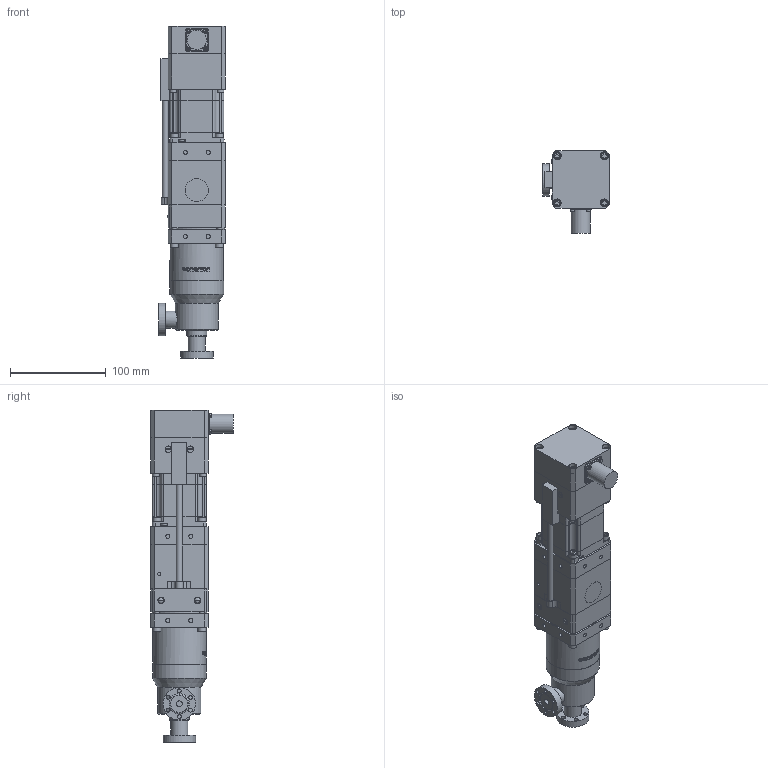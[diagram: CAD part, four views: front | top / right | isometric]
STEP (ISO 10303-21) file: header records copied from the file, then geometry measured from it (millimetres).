
FILE_DESCRIPTION(('F3-CF1616-45'),'1');
FILE_NAME('F3-CF1616-45-out.stp', '2019-11-17T05:55:58',('Stefan Bösch'), ('nenion leakvalves'), 'KCM Version 1.1.2016.0', 'Kubotek KeyCreator', '');
FILE_SCHEMA(('AUTOMOTIVE_DESIGN'));
Length unit declared in the file: millimetre
Bounding box: 70 x 86.5 x 347 mm (x, y, z)
Volume: 792867.7 mm3; surface area: 213443.6 mm2
Topology: 57 solids, 57 shells, 2466 faces, 6726 edges, 4550 vertices
Faces by surface type: plane 2003, cylinder 308, cone 143, sphere 8, torus 4
Full cylindrical faces by diameter (mm): 1 x2, 1.6 x2, 2 x6, 2.013 x2, 2.5 x10, 2.7 x4, 2.75 x4, 2.9 x2, 3 x8, 3.2 x6, 3.3 x11, 3.4 x4, 3.5 x2, 4 x22, 4.2 x26, 4.4 x4, 4.5 x4, 5 x12, 5.5 x18, 6 x3, 6.35 x2, 7 x8, 7.5 x1, 8.25 x4, 8.5 x8, 10 x6, 15.2 x1, 17 x1, 18 x4, 18.7 x1
Entity records: 79659 total; most frequent: CARTESIAN_POINT 14623, DIRECTION 13689, ORIENTED_EDGE 13282, EDGE_CURVE 6641, AXIS2_PLACEMENT_3D 4705, VERTEX_POINT 4419, VECTOR 4279, LINE 4279
